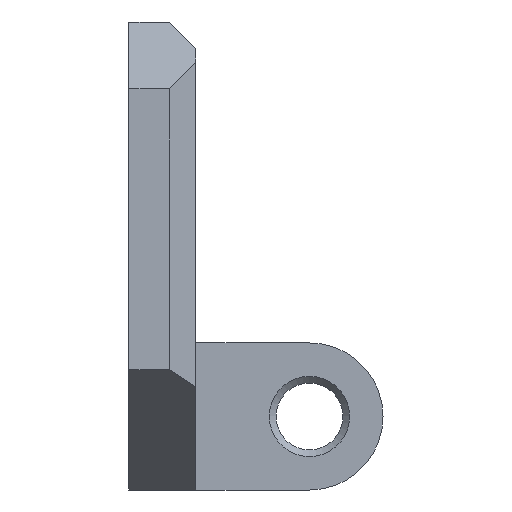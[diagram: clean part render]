
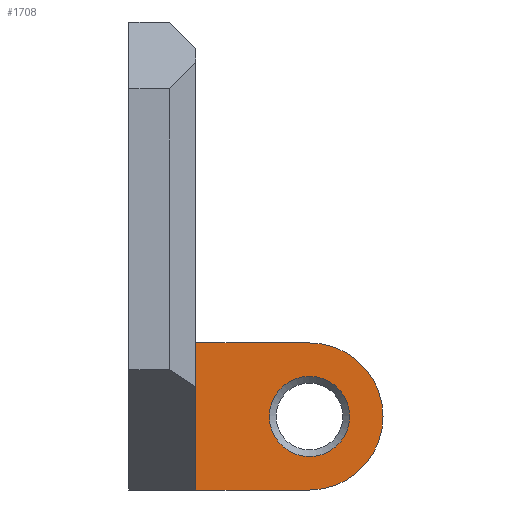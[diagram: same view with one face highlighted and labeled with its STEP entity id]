
A CAD part, front view. The second image highlights one B-rep face of the part: STEP entity #1708.
In plain terms, the highlighted planar face has unit normal (0, -1, 0).
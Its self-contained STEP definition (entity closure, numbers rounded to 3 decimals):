
#74=FACE_BOUND('',#305,.T.);
#125=CIRCLE('',#1863,5.5);
#126=CIRCLE('',#1864,3.);
#194=FACE_OUTER_BOUND('',#304,.T.);
#304=EDGE_LOOP('',(#1286,#1287,#1288,#1289));
#305=EDGE_LOOP('',(#1290));
#405=LINE('',#2558,#565);
#457=LINE('',#2742,#617);
#466=LINE('',#2764,#626);
#565=VECTOR('',#2010,11.);
#617=VECTOR('',#2164,8.5);
#626=VECTOR('',#2189,8.5);
#723=VERTEX_POINT('',#2555);
#724=VERTEX_POINT('',#2557);
#805=VERTEX_POINT('',#2740);
#810=VERTEX_POINT('',#2763);
#811=VERTEX_POINT('',#2766);
#891=EDGE_CURVE('',#723,#724,#405,.T.);
#983=EDGE_CURVE('',#723,#805,#457,.T.);
#993=EDGE_CURVE('',#724,#810,#466,.T.);
#994=EDGE_CURVE('',#805,#810,#125,.T.);
#995=EDGE_CURVE('',#811,#811,#126,.T.);
#1286=ORIENTED_EDGE('',*,*,#993,.F.);
#1287=ORIENTED_EDGE('',*,*,#891,.F.);
#1288=ORIENTED_EDGE('',*,*,#983,.T.);
#1289=ORIENTED_EDGE('',*,*,#994,.T.);
#1290=ORIENTED_EDGE('',*,*,#995,.F.);
#1650=PLANE('',#1862);
#1708=ADVANCED_FACE('',(#194,#74),#1650,.F.);
#1862=AXIS2_PLACEMENT_3D('',#2762,#2187,#2188);
#1863=AXIS2_PLACEMENT_3D('',#2765,#2190,#2191);
#1864=AXIS2_PLACEMENT_3D('',#2767,#2192,#2193);
#2010=DIRECTION('',(0.,0.,1.));
#2164=DIRECTION('',(1.,0.,0.));
#2187=DIRECTION('center_axis',(0.,1.,0.));
#2188=DIRECTION('ref_axis',(-1.,0.,0.));
#2189=DIRECTION('',(1.,0.,0.));
#2190=DIRECTION('center_axis',(0.,-1.,0.));
#2191=DIRECTION('ref_axis',(0.,0.,-1.));
#2192=DIRECTION('center_axis',(0.,-1.,0.));
#2193=DIRECTION('ref_axis',(-1.,0.,0.));
#2555=CARTESIAN_POINT('',(5.,-11.,-5.5));
#2557=CARTESIAN_POINT('',(5.,-11.,5.5));
#2558=CARTESIAN_POINT('',(5.,-11.,-5.5));
#2740=CARTESIAN_POINT('',(13.5,-11.,-5.5));
#2742=CARTESIAN_POINT('',(5.,-11.,-5.5));
#2762=CARTESIAN_POINT('Origin',(19.,-11.,-6.6));
#2763=CARTESIAN_POINT('',(13.5,-11.,5.5));
#2764=CARTESIAN_POINT('',(5.,-11.,5.5));
#2765=CARTESIAN_POINT('Origin',(13.5,-11.,0.));
#2766=CARTESIAN_POINT('',(13.5,-11.,3.));
#2767=CARTESIAN_POINT('Origin',(13.5,-11.,0.));
